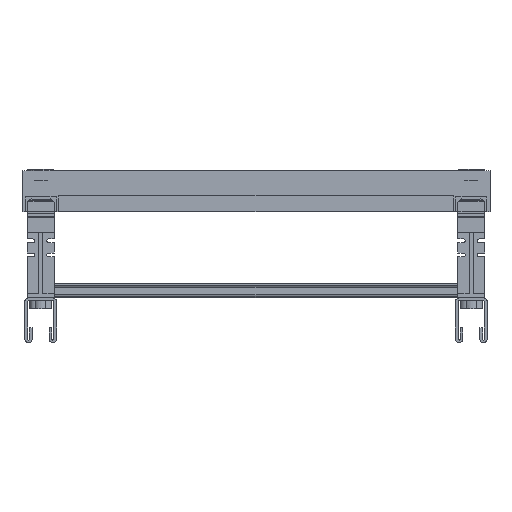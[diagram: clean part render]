
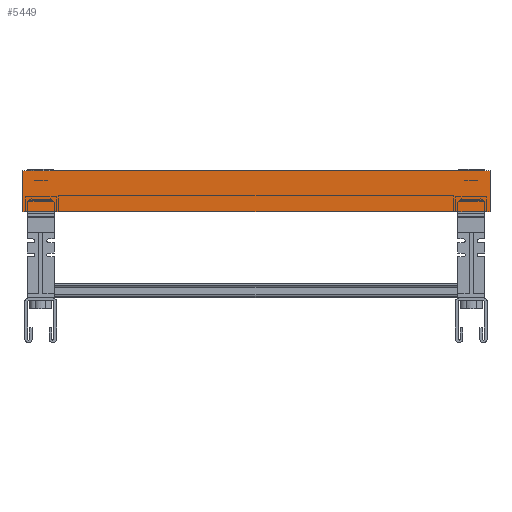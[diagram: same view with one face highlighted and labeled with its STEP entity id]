
A CAD part, front view. The second image highlights one B-rep face of the part: STEP entity #5449.
In plain terms, the highlighted planar face has unit normal (0, -1, 0).
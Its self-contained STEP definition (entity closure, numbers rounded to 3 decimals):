
#5449=ADVANCED_FACE('',(#14054),#14055,.F.);
#14054=FACE_OUTER_BOUND('',#26878,.T.);
#14055=PLANE('',#26879);
#26878=EDGE_LOOP('',(#40876,#40877,#40878,#40879));
#26879=AXIS2_PLACEMENT_3D('',#40880,#40881,#40882);
#40876=ORIENTED_EDGE('',*,*,#78813,.T.);
#40877=ORIENTED_EDGE('',*,*,#78814,.T.);
#40878=ORIENTED_EDGE('',*,*,#78815,.T.);
#40879=ORIENTED_EDGE('',*,*,#78368,.T.);
#40880=CARTESIAN_POINT('',(125.0,0.0,81.001));
#40881=DIRECTION('',(-0.0,1.0,0.0));
#40882=DIRECTION('',(1.0,0.0,0.0));
#78368=EDGE_CURVE('',#94017,#94015,#94018,.T.);
#78813=EDGE_CURVE('',#94015,#94666,#94667,.T.);
#78814=EDGE_CURVE('',#94666,#94668,#94669,.T.);
#78815=EDGE_CURVE('',#94668,#94017,#94670,.T.);
#94015=VERTEX_POINT('',#117177);
#94017=VERTEX_POINT('',#117180);
#94018=LINE('',#117181,#117182);
#94666=VERTEX_POINT('',#118043);
#94667=LINE('',#118044,#118045);
#94668=VERTEX_POINT('',#118046);
#94669=LINE('',#118047,#118048);
#94670=LINE('',#118049,#118050);
#117177=CARTESIAN_POINT('',(250.0,0.0,70.001));
#117180=CARTESIAN_POINT('',(0.0,0.0,70.001));
#117181=CARTESIAN_POINT('',(125.0,0.0,70.001));
#117182=VECTOR('',#148811,1.0);
#118043=CARTESIAN_POINT('',(250.0,0.0,92.001));
#118044=CARTESIAN_POINT('',(250.0,0.0,81.001));
#118045=VECTOR('',#149355,1.0);
#118046=CARTESIAN_POINT('',(0.0,0.0,92.001));
#118047=CARTESIAN_POINT('',(125.0,0.0,92.001));
#118048=VECTOR('',#149356,1.0);
#118049=CARTESIAN_POINT('',(0.0,0.0,81.001));
#118050=VECTOR('',#149357,1.0);
#148811=DIRECTION('',(1.0,0.0,0.0));
#149355=DIRECTION('',(0.0,0.0,1.0));
#149356=DIRECTION('',(-1.0,0.0,0.0));
#149357=DIRECTION('',(0.0,0.0,-1.0));
